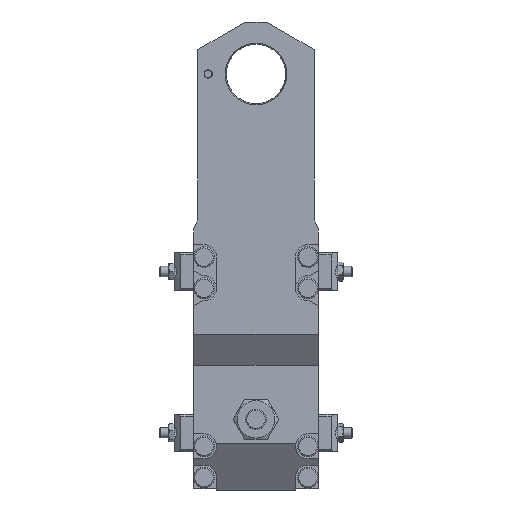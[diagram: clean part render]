
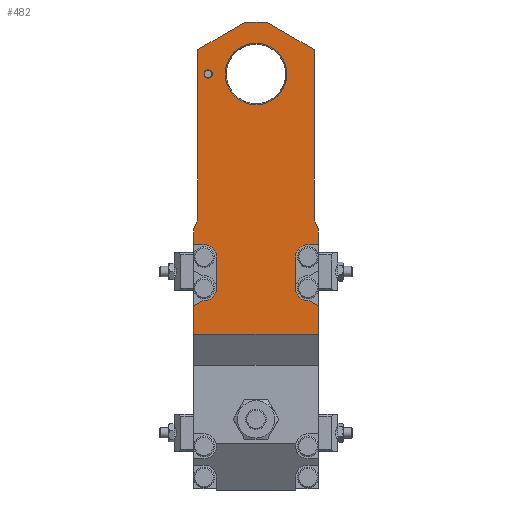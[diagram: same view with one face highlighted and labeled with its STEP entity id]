
A CAD part, left-side view. The second image highlights one B-rep face of the part: STEP entity #482.
In plain terms, the highlighted planar face has unit normal (-1, 0, 0).
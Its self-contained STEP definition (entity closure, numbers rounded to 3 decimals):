
#261=FACE_BOUND('',#1268,.T.);
#262=FACE_BOUND('',#1269,.T.);
#263=FACE_BOUND('',#1270,.T.);
#482=ADVANCED_FACE('',(#261,#262,#263),#811,.T.);
#811=PLANE('',#5640);
#1268=EDGE_LOOP('',(#1905));
#1269=EDGE_LOOP('',(#1906,#1907,#1908,#1909,#1910,#1911,#1912,#1913,#1914,
#1915,#1916,#1917,#1918,#1919,#1920,#1921,#1922,#1923,#1924,#1925,#1926,
#1927,#1928,#1929,#1930,#1931));
#1270=EDGE_LOOP('',(#1932));
#1679=CIRCLE('',#5627,6.);
#1681=CIRCLE('',#5630,6.);
#1683=CIRCLE('',#5634,2.);
#1684=CIRCLE('',#5635,6.);
#1685=CIRCLE('',#5636,6.);
#1686=CIRCLE('',#5637,10.);
#1687=CIRCLE('',#5638,10.);
#1688=CIRCLE('',#5639,14.805);
#1905=ORIENTED_EDGE('',*,*,#3952,.F.);
#1906=ORIENTED_EDGE('',*,*,#3953,.F.);
#1907=ORIENTED_EDGE('',*,*,#3942,.F.);
#1908=ORIENTED_EDGE('',*,*,#3954,.F.);
#1909=ORIENTED_EDGE('',*,*,#3955,.T.);
#1910=ORIENTED_EDGE('',*,*,#3956,.F.);
#1911=ORIENTED_EDGE('',*,*,#3957,.T.);
#1912=ORIENTED_EDGE('',*,*,#3958,.T.);
#1913=ORIENTED_EDGE('',*,*,#3959,.T.);
#1914=ORIENTED_EDGE('',*,*,#3960,.F.);
#1915=ORIENTED_EDGE('',*,*,#3961,.F.);
#1916=ORIENTED_EDGE('',*,*,#3962,.T.);
#1917=ORIENTED_EDGE('',*,*,#3963,.F.);
#1918=ORIENTED_EDGE('',*,*,#3964,.T.);
#1919=ORIENTED_EDGE('',*,*,#3965,.T.);
#1920=ORIENTED_EDGE('',*,*,#3966,.T.);
#1921=ORIENTED_EDGE('',*,*,#3967,.T.);
#1922=ORIENTED_EDGE('',*,*,#3968,.F.);
#1923=ORIENTED_EDGE('',*,*,#3969,.T.);
#1924=ORIENTED_EDGE('',*,*,#3970,.T.);
#1925=ORIENTED_EDGE('',*,*,#3971,.T.);
#1926=ORIENTED_EDGE('',*,*,#3972,.T.);
#1927=ORIENTED_EDGE('',*,*,#3973,.T.);
#1928=ORIENTED_EDGE('',*,*,#3974,.T.);
#1929=ORIENTED_EDGE('',*,*,#3975,.F.);
#1930=ORIENTED_EDGE('',*,*,#3976,.F.);
#1931=ORIENTED_EDGE('',*,*,#3946,.T.);
#1932=ORIENTED_EDGE('',*,*,#3977,.T.);
#3425=VERTEX_POINT('',#7737);
#3426=VERTEX_POINT('',#7739);
#3428=VERTEX_POINT('',#7745);
#3430=VERTEX_POINT('',#7748);
#3434=VERTEX_POINT('',#7760);
#3435=VERTEX_POINT('',#7763);
#3436=VERTEX_POINT('',#7765);
#3437=VERTEX_POINT('',#7767);
#3438=VERTEX_POINT('',#7769);
#3439=VERTEX_POINT('',#7771);
#3440=VERTEX_POINT('',#7773);
#3441=VERTEX_POINT('',#7775);
#3442=VERTEX_POINT('',#7777);
#3443=VERTEX_POINT('',#7779);
#3444=VERTEX_POINT('',#7781);
#3445=VERTEX_POINT('',#7783);
#3446=VERTEX_POINT('',#7785);
#3447=VERTEX_POINT('',#7787);
#3448=VERTEX_POINT('',#7789);
#3449=VERTEX_POINT('',#7791);
#3450=VERTEX_POINT('',#7793);
#3451=VERTEX_POINT('',#7795);
#3452=VERTEX_POINT('',#7797);
#3453=VERTEX_POINT('',#7799);
#3454=VERTEX_POINT('',#7801);
#3455=VERTEX_POINT('',#7803);
#3456=VERTEX_POINT('',#7805);
#3457=VERTEX_POINT('',#7808);
#3942=EDGE_CURVE('',#3425,#3426,#1679,.T.);
#3946=EDGE_CURVE('',#3430,#3428,#1681,.T.);
#3952=EDGE_CURVE('',#3434,#3434,#1683,.T.);
#3953=EDGE_CURVE('',#3426,#3428,#4708,.T.);
#3954=EDGE_CURVE('',#3435,#3425,#4709,.T.);
#3955=EDGE_CURVE('',#3435,#3436,#4710,.T.);
#3956=EDGE_CURVE('',#3437,#3436,#4711,.T.);
#3957=EDGE_CURVE('',#3437,#3438,#4712,.T.);
#3958=EDGE_CURVE('',#3438,#3439,#4713,.T.);
#3959=EDGE_CURVE('',#3439,#3440,#4714,.T.);
#3960=EDGE_CURVE('',#3441,#3440,#4715,.T.);
#3961=EDGE_CURVE('',#3442,#3441,#1684,.T.);
#3962=EDGE_CURVE('',#3442,#3443,#4716,.T.);
#3963=EDGE_CURVE('',#3444,#3443,#1685,.T.);
#3964=EDGE_CURVE('',#3444,#3445,#4717,.T.);
#3965=EDGE_CURVE('',#3445,#3446,#4718,.T.);
#3966=EDGE_CURVE('',#3446,#3447,#4719,.T.);
#3967=EDGE_CURVE('',#3447,#3448,#1686,.T.);
#3968=EDGE_CURVE('',#3449,#3448,#4720,.T.);
#3969=EDGE_CURVE('',#3449,#3450,#4721,.T.);
#3970=EDGE_CURVE('',#3450,#3451,#4722,.T.);
#3971=EDGE_CURVE('',#3451,#3452,#4723,.T.);
#3972=EDGE_CURVE('',#3452,#3453,#4724,.T.);
#3973=EDGE_CURVE('',#3453,#3454,#1687,.T.);
#3974=EDGE_CURVE('',#3454,#3455,#4725,.T.);
#3975=EDGE_CURVE('',#3456,#3455,#4726,.T.);
#3976=EDGE_CURVE('',#3430,#3456,#4727,.T.);
#3977=EDGE_CURVE('',#3457,#3457,#1688,.T.);
#4708=LINE('',#7761,#5175);
#4709=LINE('',#7762,#5176);
#4710=LINE('',#7764,#5177);
#4711=LINE('',#7766,#5178);
#4712=LINE('',#7768,#5179);
#4713=LINE('',#7770,#5180);
#4714=LINE('',#7772,#5181);
#4715=LINE('',#7774,#5182);
#4716=LINE('',#7778,#5183);
#4717=LINE('',#7782,#5184);
#4718=LINE('',#7784,#5185);
#4719=LINE('',#7786,#5186);
#4720=LINE('',#7790,#5187);
#4721=LINE('',#7792,#5188);
#4722=LINE('',#7794,#5189);
#4723=LINE('',#7796,#5190);
#4724=LINE('',#7798,#5191);
#4725=LINE('',#7802,#5192);
#4726=LINE('',#7804,#5193);
#4727=LINE('',#7806,#5194);
#5175=VECTOR('',#6217,1.);
#5176=VECTOR('',#6218,1.);
#5177=VECTOR('',#6219,1.);
#5178=VECTOR('',#6220,1.);
#5179=VECTOR('',#6221,1.);
#5180=VECTOR('',#6222,1.);
#5181=VECTOR('',#6223,1.);
#5182=VECTOR('',#6224,1.);
#5183=VECTOR('',#6227,1.);
#5184=VECTOR('',#6230,1.);
#5185=VECTOR('',#6231,1.);
#5186=VECTOR('',#6232,1.);
#5187=VECTOR('',#6235,1.);
#5188=VECTOR('',#6236,1.);
#5189=VECTOR('',#6237,1.);
#5190=VECTOR('',#6238,1.);
#5191=VECTOR('',#6239,1.);
#5192=VECTOR('',#6242,1.);
#5193=VECTOR('',#6243,1.);
#5194=VECTOR('',#6244,1.);
#5627=AXIS2_PLACEMENT_3D('',#7738,#6195,#6196);
#5630=AXIS2_PLACEMENT_3D('',#7747,#6203,#6204);
#5634=AXIS2_PLACEMENT_3D('',#7759,#6215,#6216);
#5635=AXIS2_PLACEMENT_3D('',#7776,#6225,#6226);
#5636=AXIS2_PLACEMENT_3D('',#7780,#6228,#6229);
#5637=AXIS2_PLACEMENT_3D('',#7788,#6233,#6234);
#5638=AXIS2_PLACEMENT_3D('',#7800,#6240,#6241);
#5639=AXIS2_PLACEMENT_3D('',#7807,#6245,#6246);
#5640=AXIS2_PLACEMENT_3D('',#7809,#6247,#6248);
#6195=DIRECTION('',(-1.,0.,0.));
#6196=DIRECTION('',(0.,0.,1.));
#6203=DIRECTION('',(1.,0.,0.));
#6204=DIRECTION('',(0.,0.,1.));
#6215=DIRECTION('',(-1.,0.,0.));
#6216=DIRECTION('',(0.,0.,1.));
#6217=DIRECTION('',(0.,0.,1.));
#6218=DIRECTION('',(0.,-1.,0.));
#6219=DIRECTION('',(0.,0.866,-0.5));
#6220=DIRECTION('',(0.,0.,1.));
#6221=DIRECTION('',(0.,-1.,0.));
#6222=DIRECTION('',(0.,0.,1.));
#6223=DIRECTION('',(0.,0.866,0.5));
#6224=DIRECTION('',(0.,-1.,0.));
#6225=DIRECTION('',(-1.,0.,0.));
#6226=DIRECTION('',(0.,0.,1.));
#6227=DIRECTION('',(0.,0.,1.));
#6228=DIRECTION('',(-1.,0.,0.));
#6229=DIRECTION('',(0.,0.,1.));
#6230=DIRECTION('',(0.,-1.,0.));
#6231=DIRECTION('',(0.,0.,1.));
#6232=DIRECTION('',(0.,0.5,0.866));
#6233=DIRECTION('',(1.,0.,0.));
#6234=DIRECTION('',(0.,0.,1.));
#6235=DIRECTION('',(0.,0.,-1.));
#6236=DIRECTION('',(0.,0.866,0.5));
#6237=DIRECTION('',(0.,1.,0.));
#6238=DIRECTION('',(0.,0.866,-0.5));
#6239=DIRECTION('',(0.,0.,-1.));
#6240=DIRECTION('',(1.,0.,0.));
#6241=DIRECTION('',(0.,0.,1.));
#6242=DIRECTION('',(0.,0.5,-0.866));
#6243=DIRECTION('',(0.,0.,1.));
#6244=DIRECTION('',(0.,1.,0.));
#6245=DIRECTION('',(1.,0.,0.));
#6246=DIRECTION('',(0.,0.,-1.));
#6247=DIRECTION('',(-1.,0.,0.));
#6248=DIRECTION('',(0.,0.,1.));
#7737=CARTESIAN_POINT('',(-100.,25.,-41.7));
#7738=CARTESIAN_POINT('',(-100.,25.,-35.7));
#7739=CARTESIAN_POINT('',(-100.,19.,-35.7));
#7745=CARTESIAN_POINT('',(-100.,19.,-20.7));
#7747=CARTESIAN_POINT('',(-100.,25.,-20.7));
#7748=CARTESIAN_POINT('',(-100.,25.,-14.7));
#7759=CARTESIAN_POINT('',(-100.,23.,67.3));
#7760=CARTESIAN_POINT('',(-100.,23.,69.3));
#7761=CARTESIAN_POINT('',(-100.,19.,-35.7));
#7762=CARTESIAN_POINT('',(-100.,0.,-41.7));
#7763=CARTESIAN_POINT('',(-100.,25.67,-41.7));
#7764=CARTESIAN_POINT('',(-100.,45.822,-53.335));
#7765=CARTESIAN_POINT('',(-100.,30.,-44.2));
#7766=CARTESIAN_POINT('',(-100.,30.,-132.7));
#7767=CARTESIAN_POINT('',(-100.,30.,-57.7));
#7768=CARTESIAN_POINT('',(-100.,0.,-57.7));
#7769=CARTESIAN_POINT('',(-100.,-30.,-57.7));
#7770=CARTESIAN_POINT('',(-100.,-30.,-132.7));
#7771=CARTESIAN_POINT('',(-100.,-30.,-44.2));
#7772=CARTESIAN_POINT('',(-100.,-45.822,-53.335));
#7773=CARTESIAN_POINT('',(-100.,-25.67,-41.7));
#7774=CARTESIAN_POINT('',(-100.,0.,-41.7));
#7775=CARTESIAN_POINT('',(-100.,-25.,-41.7));
#7776=CARTESIAN_POINT('',(-100.,-25.,-35.7));
#7777=CARTESIAN_POINT('',(-100.,-19.,-35.7));
#7778=CARTESIAN_POINT('',(-100.,-19.,-35.7));
#7779=CARTESIAN_POINT('',(-100.,-19.,-20.7));
#7780=CARTESIAN_POINT('',(-100.,-25.,-20.7));
#7781=CARTESIAN_POINT('',(-100.,-25.,-14.7));
#7782=CARTESIAN_POINT('',(-100.,-30.,-14.7));
#7783=CARTESIAN_POINT('',(-100.,-30.,-14.7));
#7784=CARTESIAN_POINT('',(-100.,-30.,-132.7));
#7785=CARTESIAN_POINT('',(-100.,-30.,-7.164));
#7786=CARTESIAN_POINT('',(-100.,-76.859,-88.326));
#7787=CARTESIAN_POINT('',(-100.,-29.34,-6.021));
#7788=CARTESIAN_POINT('',(-100.,-38.,-1.021));
#7789=CARTESIAN_POINT('',(-100.,-28.,-1.021));
#7790=CARTESIAN_POINT('',(-100.,-28.,92.3));
#7791=CARTESIAN_POINT('',(-100.,-28.,79.021));
#7792=CARTESIAN_POINT('',(-100.,-98.678,38.215));
#7793=CARTESIAN_POINT('',(-100.,-5.,92.3));
#7794=CARTESIAN_POINT('',(-100.,0.,92.3));
#7795=CARTESIAN_POINT('',(-100.,5.,92.3));
#7796=CARTESIAN_POINT('',(-100.,98.678,38.215));
#7797=CARTESIAN_POINT('',(-100.,28.,79.021));
#7798=CARTESIAN_POINT('',(-100.,28.,92.3));
#7799=CARTESIAN_POINT('',(-100.,28.,-1.021));
#7800=CARTESIAN_POINT('',(-100.,38.,-1.021));
#7801=CARTESIAN_POINT('',(-100.,29.34,-6.021));
#7802=CARTESIAN_POINT('',(-100.,76.859,-88.326));
#7803=CARTESIAN_POINT('',(-100.,30.,-7.164));
#7804=CARTESIAN_POINT('',(-100.,30.,-132.7));
#7805=CARTESIAN_POINT('',(-100.,30.,-14.7));
#7806=CARTESIAN_POINT('',(-100.,30.,-14.7));
#7807=CARTESIAN_POINT('',(-100.,0.,67.3));
#7808=CARTESIAN_POINT('',(-100.,0.,52.495));
#7809=CARTESIAN_POINT('',(-100.,0.,-132.7));
